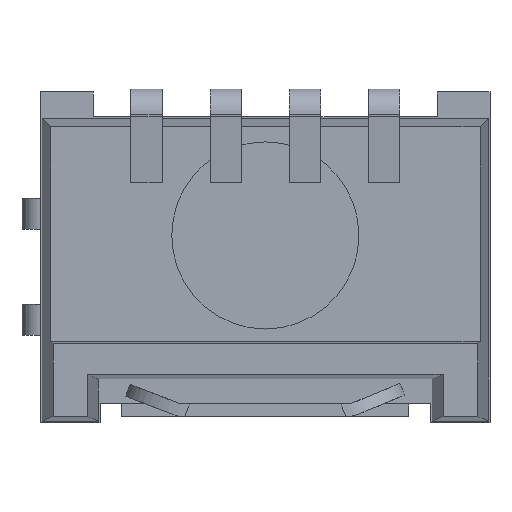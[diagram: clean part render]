
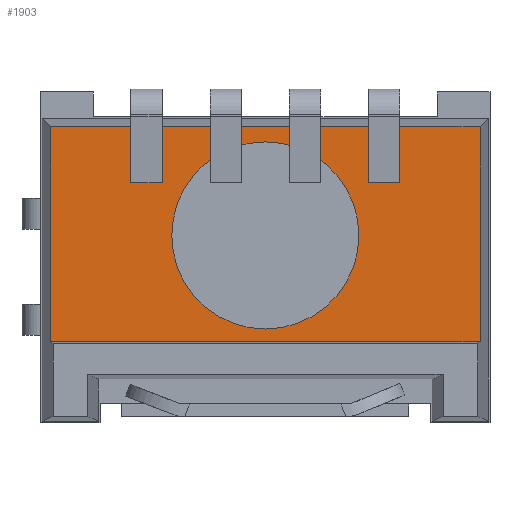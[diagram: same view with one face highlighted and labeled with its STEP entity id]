
A CAD part, front view. The second image highlights one B-rep face of the part: STEP entity #1903.
In plain terms, the highlighted face is planar.
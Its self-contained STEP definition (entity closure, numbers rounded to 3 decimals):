
#1 = DIRECTION ( 'NONE',  ( 0., 0., -1. ) ) ;
#303 = LINE ( 'NONE', #3168, #1019 ) ;
#386 = CARTESIAN_POINT ( 'NONE',  ( -1.5, -0.35, -0.95 ) ) ;
#393 = PLANE ( 'NONE',  #3017 ) ;
#555 = DIRECTION ( 'NONE',  ( 1., 0., 0. ) ) ;
#574 = LINE ( 'NONE', #3055, #2228 ) ;
#576 = DIRECTION ( 'NONE',  ( 1., 0., 0. ) ) ;
#623 = LINE ( 'NONE', #1635, #3293 ) ;
#640 = DIRECTION ( 'NONE',  ( 0., 1., 0. ) ) ;
#717 = EDGE_CURVE ( 'NONE', #892, #3479, #786, .T. ) ;
#745 = CARTESIAN_POINT ( 'NONE',  ( 3.44, -2.09, -0.95 ) ) ;
#786 = CIRCLE ( 'NONE', #2747, 1.5 ) ;
#799 = EDGE_CURVE ( 'NONE', #3701, #3621, #3938, .T. ) ;
#892 = VERTEX_POINT ( 'NONE', #386 ) ;
#958 = CARTESIAN_POINT ( 'NONE',  ( -3.44, 1.35, -0.95 ) ) ;
#1019 = VECTOR ( 'NONE', #2452, 1000. ) ;
#1113 = CARTESIAN_POINT ( 'NONE',  ( 3.6, -2.65, -0.95 ) ) ;
#1260 = VERTEX_POINT ( 'NONE', #745 ) ;
#1359 = VERTEX_POINT ( 'NONE', #2942 ) ;
#1500 = ORIENTED_EDGE ( 'NONE', *, *, #4108, .F. ) ;
#1534 = FACE_OUTER_BOUND ( 'NONE', #3312, .T. ) ;
#1593 = VECTOR ( 'NONE', #2476, 1000. ) ;
#1612 = AXIS2_PLACEMENT_3D ( 'NONE', #4347, #4329, #555 ) ;
#1629 = CARTESIAN_POINT ( 'NONE',  ( 0., -0.35, -0.95 ) ) ;
#1635 = CARTESIAN_POINT ( 'NONE',  ( -1.788, -2.09, -0.95 ) ) ;
#1685 = ORIENTED_EDGE ( 'NONE', *, *, #2038, .F. ) ;
#1817 = CARTESIAN_POINT ( 'NONE',  ( 1.5, -0.35, -0.95 ) ) ;
#1903 = ADVANCED_FACE ( 'NONE', ( #4250, #1534 ), #393, .F. ) ;
#2038 = EDGE_CURVE ( 'NONE', #3479, #892, #2939, .T. ) ;
#2169 = DIRECTION ( 'NONE',  ( 1., 0., 0. ) ) ;
#2228 = VECTOR ( 'NONE', #640, 1000. ) ;
#2452 = DIRECTION ( 'NONE',  ( -1., 0., 0. ) ) ;
#2476 = DIRECTION ( 'NONE',  ( 0., -1., 0. ) ) ;
#2747 = AXIS2_PLACEMENT_3D ( 'NONE', #1629, #1, #2784 ) ;
#2784 = DIRECTION ( 'NONE',  ( 1., 0., 0. ) ) ;
#2909 = ORIENTED_EDGE ( 'NONE', *, *, #3227, .F. ) ;
#2939 = CIRCLE ( 'NONE', #1612, 1.5 ) ;
#2942 = CARTESIAN_POINT ( 'NONE',  ( 3.44, 1.35, -0.95 ) ) ;
#3017 = AXIS2_PLACEMENT_3D ( 'NONE', #1113, #3529, #2169 ) ;
#3055 = CARTESIAN_POINT ( 'NONE',  ( 3.44, -1.112, -0.95 ) ) ;
#3168 = CARTESIAN_POINT ( 'NONE',  ( 3.6, 1.35, -0.95 ) ) ;
#3227 = EDGE_CURVE ( 'NONE', #1260, #1359, #574, .T. ) ;
#3293 = VECTOR ( 'NONE', #576, 1000. ) ;
#3312 = EDGE_LOOP ( 'NONE', ( #3807, #2909, #1500, #4433 ) ) ;
#3471 = CARTESIAN_POINT ( 'NONE',  ( -3.44, 1.313, -0.95 ) ) ;
#3479 = VERTEX_POINT ( 'NONE', #1817 ) ;
#3529 = DIRECTION ( 'NONE',  ( 0., 0., 1. ) ) ;
#3612 = ORIENTED_EDGE ( 'NONE', *, *, #717, .F. ) ;
#3621 = VERTEX_POINT ( 'NONE', #4085 ) ;
#3680 = EDGE_CURVE ( 'NONE', #1359, #3701, #303, .T. ) ;
#3701 = VERTEX_POINT ( 'NONE', #958 ) ;
#3747 = EDGE_LOOP ( 'NONE', ( #1685, #3612 ) ) ;
#3807 = ORIENTED_EDGE ( 'NONE', *, *, #3680, .F. ) ;
#3938 = LINE ( 'NONE', #3471, #1593 ) ;
#4085 = CARTESIAN_POINT ( 'NONE',  ( -3.44, -2.09, -0.95 ) ) ;
#4108 = EDGE_CURVE ( 'NONE', #3621, #1260, #623, .T. ) ;
#4250 = FACE_BOUND ( 'NONE', #3747, .T. ) ;
#4329 = DIRECTION ( 'NONE',  ( 0., 0., -1. ) ) ;
#4347 = CARTESIAN_POINT ( 'NONE',  ( 0., -0.35, -0.95 ) ) ;
#4433 = ORIENTED_EDGE ( 'NONE', *, *, #799, .F. ) ;
